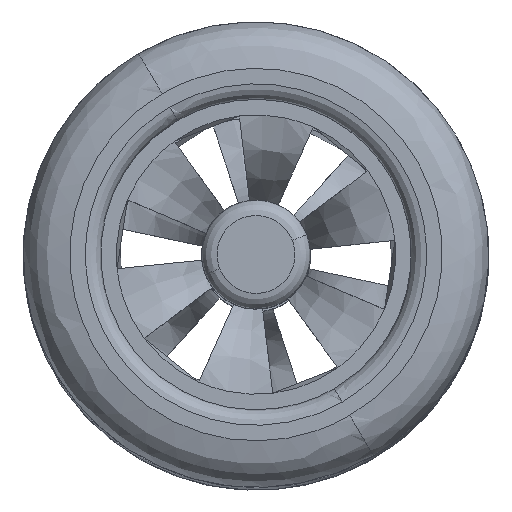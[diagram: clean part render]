
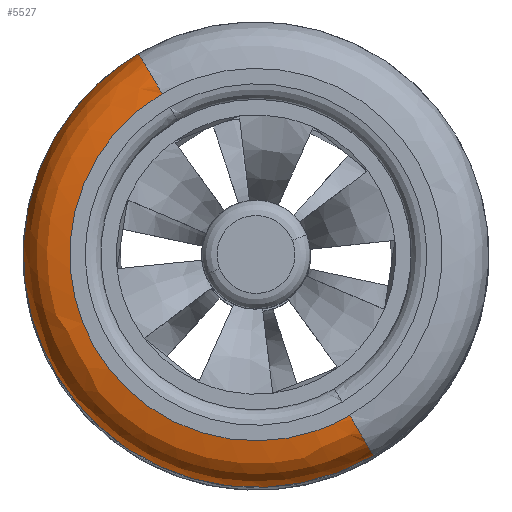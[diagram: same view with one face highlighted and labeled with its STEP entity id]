
A CAD part, top view. The second image highlights one B-rep face of the part: STEP entity #5527.
In plain terms, the highlighted free-form (B-spline) face has degree [2, 2] with [5, 3] control points.
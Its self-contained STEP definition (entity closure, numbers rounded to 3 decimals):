
#5527 = ADVANCED_FACE('',(#5528),#5566,.T.);
#5528 = FACE_BOUND('',#5529,.T.);
#5529 = EDGE_LOOP('',(#5530,#5542,#5550,#5560));
#5530 = ORIENTED_EDGE('',*,*,#5531,.F.);
#5531 = EDGE_CURVE('',#5532,#5534,#5536,.T.);
#5532 = VERTEX_POINT('',#5533);
#5533 = CARTESIAN_POINT('',(14.446,4.784,
    72.986));
#5534 = VERTEX_POINT('',#5535);
#5535 = CARTESIAN_POINT('',(2.157,25.84,
    72.986));
#5536 = ( BOUNDED_CURVE() B_SPLINE_CURVE(2,(#5537,#5538,#5539,#5540,
#5541),.UNSPECIFIED.,.F.,.F.) B_SPLINE_CURVE_WITH_KNOTS((3,2,3),(
    3.142,4.712,6.283),
.PIECEWISE_BEZIER_KNOTS.) CURVE() GEOMETRIC_REPRESENTATION_ITEM() 
RATIONAL_B_SPLINE_CURVE((1.,0.707,1.,0.707,1.)) 
REPRESENTATION_ITEM('') );
#5537 = CARTESIAN_POINT('',(14.446,4.784,
    72.986));
#5538 = CARTESIAN_POINT('',(3.918,-1.361,
    72.986));
#5539 = CARTESIAN_POINT('',(-2.226,9.167,
    72.986));
#5540 = CARTESIAN_POINT('',(-8.371,19.696,
    72.986));
#5541 = CARTESIAN_POINT('',(2.157,25.84,
    72.986));
#5542 = ORIENTED_EDGE('',*,*,#5543,.T.);
#5543 = EDGE_CURVE('',#5532,#5544,#5546,.T.);
#5544 = VERTEX_POINT('',#5545);
#5545 = CARTESIAN_POINT('',(13.218,6.889,
    75.424));
#5546 = ( BOUNDED_CURVE() B_SPLINE_CURVE(2,(#5547,#5548,#5549),
.UNSPECIFIED.,.F.,.F.) B_SPLINE_CURVE_WITH_KNOTS((3,3),(0.,
1.571),.PIECEWISE_BEZIER_KNOTS.) CURVE() 
GEOMETRIC_REPRESENTATION_ITEM() RATIONAL_B_SPLINE_CURVE((1.,
0.707,1.)) REPRESENTATION_ITEM('') );
#5547 = CARTESIAN_POINT('',(14.446,4.784,
    72.986));
#5548 = CARTESIAN_POINT('',(14.446,4.784,
    75.424));
#5549 = CARTESIAN_POINT('',(13.218,6.889,
    75.424));
#5550 = ORIENTED_EDGE('',*,*,#5551,.F.);
#5551 = EDGE_CURVE('',#5552,#5544,#5554,.T.);
#5552 = VERTEX_POINT('',#5553);
#5553 = CARTESIAN_POINT('',(3.386,23.735,
    75.424));
#5554 = ( BOUNDED_CURVE() B_SPLINE_CURVE(2,(#5555,#5556,#5557,#5558,
#5559),.UNSPECIFIED.,.F.,.F.) B_SPLINE_CURVE_WITH_KNOTS((3,2,3),(0.,
1.571,3.142),.PIECEWISE_BEZIER_KNOTS.) CURVE() 
GEOMETRIC_REPRESENTATION_ITEM() RATIONAL_B_SPLINE_CURVE((1.,
0.707,1.,0.707,1.)) REPRESENTATION_ITEM('') );
#5555 = CARTESIAN_POINT('',(3.386,23.735,
    75.424));
#5556 = CARTESIAN_POINT('',(-5.036,18.819,
    75.424));
#5557 = CARTESIAN_POINT('',(-0.121,10.396,
    75.424));
#5558 = CARTESIAN_POINT('',(4.795,1.974,
    75.424));
#5559 = CARTESIAN_POINT('',(13.218,6.889,
    75.424));
#5560 = ORIENTED_EDGE('',*,*,#5561,.F.);
#5561 = EDGE_CURVE('',#5534,#5552,#5562,.T.);
#5562 = ( BOUNDED_CURVE() B_SPLINE_CURVE(2,(#5563,#5564,#5565),
.UNSPECIFIED.,.F.,.F.) B_SPLINE_CURVE_WITH_KNOTS((3,3),(1.571,
3.142),.PIECEWISE_BEZIER_KNOTS.) CURVE() 
GEOMETRIC_REPRESENTATION_ITEM() RATIONAL_B_SPLINE_CURVE((1.,
0.707,1.)) REPRESENTATION_ITEM('') );
#5563 = CARTESIAN_POINT('',(2.157,25.84,
    72.986));
#5564 = CARTESIAN_POINT('',(2.157,25.84,
    75.424));
#5565 = CARTESIAN_POINT('',(3.386,23.735,
    75.424));
#5566 = ( BOUNDED_SURFACE() B_SPLINE_SURFACE(2,2,(
    (#5567,#5568,#5569)
    ,(#5570,#5571,#5572)
    ,(#5573,#5574,#5575)
    ,(#5576,#5577,#5578)
    ,(#5579,#5580,#5581
)),.UNSPECIFIED.,.F.,.F.,.F.) B_SPLINE_SURFACE_WITH_KNOTS((3,2,3),(3,3),
  (0.,1.571,3.142),(0.,1.571),
.PIECEWISE_BEZIER_KNOTS.) GEOMETRIC_REPRESENTATION_ITEM() 
RATIONAL_B_SPLINE_SURFACE((
    (1.,0.707,1.)
    ,(0.707,0.5,0.707)
    ,(1.,0.707,1.)
    ,(0.707,0.5,0.707)
,(1.,0.707,1.))) REPRESENTATION_ITEM('') SURFACE() );
#5567 = CARTESIAN_POINT('',(2.157,25.84,
    72.986));
#5568 = CARTESIAN_POINT('',(2.157,25.84,
    75.424));
#5569 = CARTESIAN_POINT('',(3.386,23.735,
    75.424));
#5570 = CARTESIAN_POINT('',(-8.371,19.696,
    72.986));
#5571 = CARTESIAN_POINT('',(-8.371,19.696,
    75.424));
#5572 = CARTESIAN_POINT('',(-5.036,18.819,
    75.424));
#5573 = CARTESIAN_POINT('',(-2.226,9.167,
    72.986));
#5574 = CARTESIAN_POINT('',(-2.226,9.167,
    75.424));
#5575 = CARTESIAN_POINT('',(-0.121,10.396,
    75.424));
#5576 = CARTESIAN_POINT('',(3.918,-1.361,
    72.986));
#5577 = CARTESIAN_POINT('',(3.918,-1.361,
    75.424));
#5578 = CARTESIAN_POINT('',(4.795,1.974,
    75.424));
#5579 = CARTESIAN_POINT('',(14.446,4.784,
    72.986));
#5580 = CARTESIAN_POINT('',(14.446,4.784,
    75.424));
#5581 = CARTESIAN_POINT('',(13.218,6.889,
    75.424));
